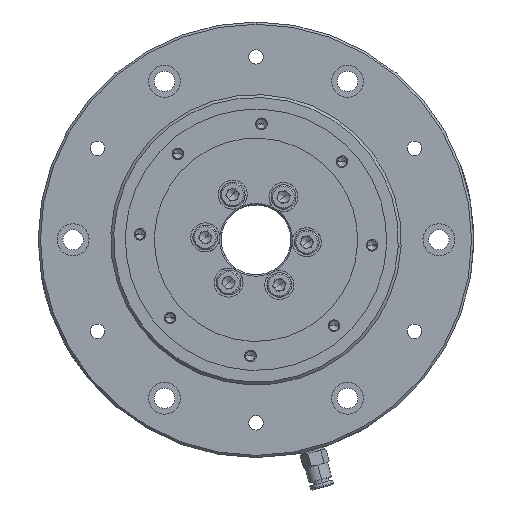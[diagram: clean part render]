
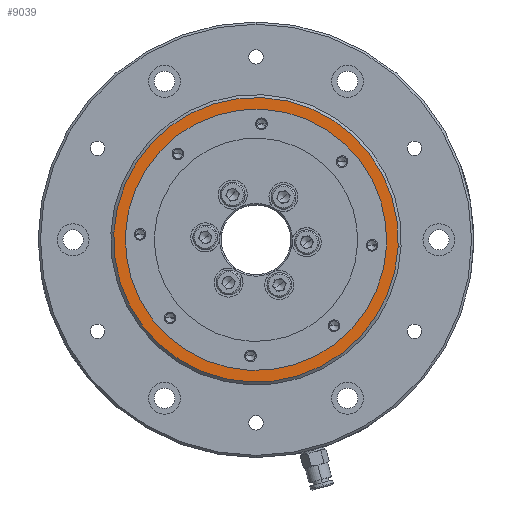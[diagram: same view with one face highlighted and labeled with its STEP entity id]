
A CAD part, front view. The second image highlights one B-rep face of the part: STEP entity #9039.
In plain terms, the highlighted face is planar.
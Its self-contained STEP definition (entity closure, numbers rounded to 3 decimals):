
#275 = AXIS2_PLACEMENT_3D ( 'NONE', #6604, #7501, #4541 ) ;
#467 = CARTESIAN_POINT ( 'NONE',  ( 0., 11.99, -49. ) ) ;
#554 = EDGE_CURVE ( 'NONE', #12573, #3136, #2333, .T. ) ;
#938 = CARTESIAN_POINT ( 'NONE',  ( 0., 11.99, 49. ) ) ;
#1016 = DIRECTION ( 'NONE',  ( 0., 0., 1. ) ) ;
#1184 = ORIENTED_EDGE ( 'NONE', *, *, #4634, .F. ) ;
#1867 = VERTEX_POINT ( 'NONE', #11228 ) ;
#2333 = CIRCLE ( 'NONE', #2766, 49. ) ;
#2540 = EDGE_CURVE ( 'NONE', #1867, #5343, #5995, .T. ) ;
#2766 = AXIS2_PLACEMENT_3D ( 'NONE', #6299, #7325, #1016 ) ;
#2979 = DIRECTION ( 'NONE',  ( 0., 1., 0. ) ) ;
#3136 = VERTEX_POINT ( 'NONE', #467 ) ;
#3372 = EDGE_LOOP ( 'NONE', ( #11752, #1184 ) ) ;
#3450 = DIRECTION ( 'NONE',  ( 0., 0., 1. ) ) ;
#4541 = DIRECTION ( 'NONE',  ( 0., 0., 1. ) ) ;
#4634 = EDGE_CURVE ( 'NONE', #5343, #1867, #8299, .T. ) ;
#5343 = VERTEX_POINT ( 'NONE', #11224 ) ;
#5995 = CIRCLE ( 'NONE', #275, 45. ) ;
#6299 = CARTESIAN_POINT ( 'NONE',  ( 0., 11.99, 0. ) ) ;
#6604 = CARTESIAN_POINT ( 'NONE',  ( 0., 11.99, 0. ) ) ;
#7151 = DIRECTION ( 'NONE',  ( 0., 0., 1. ) ) ;
#7325 = DIRECTION ( 'NONE',  ( 0., 1., 0. ) ) ;
#7413 = ORIENTED_EDGE ( 'NONE', *, *, #554, .T. ) ;
#7415 = AXIS2_PLACEMENT_3D ( 'NONE', #8316, #12508, #9419 ) ;
#7501 = DIRECTION ( 'NONE',  ( 0., 1., 0. ) ) ;
#7510 = FACE_OUTER_BOUND ( 'NONE', #11711, .T. ) ;
#7859 = AXIS2_PLACEMENT_3D ( 'NONE', #13326, #2979, #7151 ) ;
#8299 = CIRCLE ( 'NONE', #7415, 45. ) ;
#8305 = CIRCLE ( 'NONE', #7859, 49. ) ;
#8316 = CARTESIAN_POINT ( 'NONE',  ( 0., 11.99, 0. ) ) ;
#8613 = PLANE ( 'NONE',  #11025 ) ;
#8680 = CARTESIAN_POINT ( 'NONE',  ( 0., 11.99, 0. ) ) ;
#9039 = ADVANCED_FACE ( 'NONE', ( #7510, #12591 ), #8613, .T. ) ;
#9419 = DIRECTION ( 'NONE',  ( 0., 0., 1. ) ) ;
#11025 = AXIS2_PLACEMENT_3D ( 'NONE', #8680, #12858, #3450 ) ;
#11224 = CARTESIAN_POINT ( 'NONE',  ( 0., 11.99, -45. ) ) ;
#11228 = CARTESIAN_POINT ( 'NONE',  ( 0., 11.99, 45. ) ) ;
#11711 = EDGE_LOOP ( 'NONE', ( #12118, #7413 ) ) ;
#11752 = ORIENTED_EDGE ( 'NONE', *, *, #2540, .F. ) ;
#11767 = EDGE_CURVE ( 'NONE', #3136, #12573, #8305, .T. ) ;
#12118 = ORIENTED_EDGE ( 'NONE', *, *, #11767, .T. ) ;
#12508 = DIRECTION ( 'NONE',  ( 0., 1., 0. ) ) ;
#12573 = VERTEX_POINT ( 'NONE', #938 ) ;
#12591 = FACE_BOUND ( 'NONE', #3372, .T. ) ;
#12858 = DIRECTION ( 'NONE',  ( 0., 1., 0. ) ) ;
#13326 = CARTESIAN_POINT ( 'NONE',  ( 0., 11.99, 0. ) ) ;
